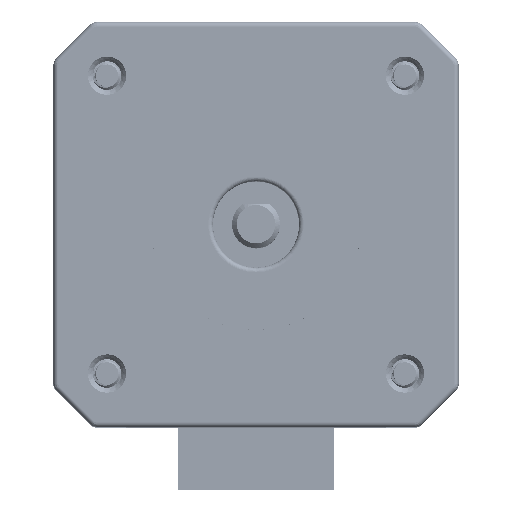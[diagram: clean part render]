
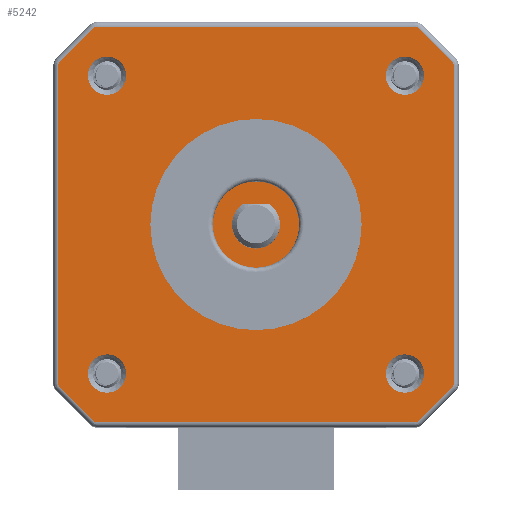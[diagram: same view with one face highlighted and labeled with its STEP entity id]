
A CAD part, top view. The second image highlights one B-rep face of the part: STEP entity #5242.
In plain terms, the highlighted planar face has unit normal (0, 0, 1).
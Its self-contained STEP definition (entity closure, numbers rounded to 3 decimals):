
#165=PLANE('',#5680);
#205=FACE_BOUND('',#793,.T.);
#206=FACE_BOUND('',#794,.T.);
#207=FACE_BOUND('',#795,.T.);
#208=FACE_BOUND('',#796,.T.);
#479=FACE_OUTER_BOUND('',#792,.T.);
#792=EDGE_LOOP('',(#4479,#4480,#4481,#4482,#4483,#4484,#4485,#4486,#4487,
#4488,#4489,#4490,#4491,#4492,#4493,#4494));
#793=EDGE_LOOP('',(#4495));
#794=EDGE_LOOP('',(#4496));
#795=EDGE_LOOP('',(#4497));
#796=EDGE_LOOP('',(#4498));
#997=CIRCLE('',#5678,2.);
#999=CIRCLE('',#5681,0.5);
#1000=CIRCLE('',#5682,0.5);
#1001=CIRCLE('',#5683,0.5);
#1002=CIRCLE('',#5684,0.5);
#1003=CIRCLE('',#5685,0.5);
#1004=CIRCLE('',#5686,0.5);
#1005=CIRCLE('',#5687,0.5);
#1006=CIRCLE('',#5688,0.5);
#1007=CIRCLE('',#5689,2.);
#1008=CIRCLE('',#5690,2.);
#1009=CIRCLE('',#5691,2.);
#1566=LINE('',#19990,#1885);
#1567=LINE('',#19994,#1886);
#1568=LINE('',#19998,#1887);
#1569=LINE('',#20002,#1888);
#1570=LINE('',#20006,#1889);
#1571=LINE('',#20010,#1890);
#1572=LINE('',#20014,#1891);
#1573=LINE('',#20017,#1892);
#1885=VECTOR('',#6740,10.);
#1886=VECTOR('',#6743,10.);
#1887=VECTOR('',#6746,10.);
#1888=VECTOR('',#6749,10.);
#1889=VECTOR('',#6752,10.);
#1890=VECTOR('',#6755,10.);
#1891=VECTOR('',#6758,10.);
#1892=VECTOR('',#6761,10.);
#2369=VERTEX_POINT('',#19980);
#2371=VERTEX_POINT('',#19986);
#2372=VERTEX_POINT('',#19987);
#2373=VERTEX_POINT('',#19989);
#2374=VERTEX_POINT('',#19991);
#2375=VERTEX_POINT('',#19993);
#2376=VERTEX_POINT('',#19995);
#2377=VERTEX_POINT('',#19997);
#2378=VERTEX_POINT('',#19999);
#2379=VERTEX_POINT('',#20001);
#2380=VERTEX_POINT('',#20003);
#2381=VERTEX_POINT('',#20005);
#2382=VERTEX_POINT('',#20007);
#2383=VERTEX_POINT('',#20009);
#2384=VERTEX_POINT('',#20011);
#2385=VERTEX_POINT('',#20013);
#2386=VERTEX_POINT('',#20015);
#2387=VERTEX_POINT('',#20018);
#2388=VERTEX_POINT('',#20020);
#2389=VERTEX_POINT('',#20022);
#3086=EDGE_CURVE('',#2369,#2369,#997,.T.);
#3089=EDGE_CURVE('',#2371,#2372,#999,.T.);
#3090=EDGE_CURVE('',#2373,#2371,#1566,.T.);
#3091=EDGE_CURVE('',#2374,#2373,#1000,.T.);
#3092=EDGE_CURVE('',#2375,#2374,#1567,.T.);
#3093=EDGE_CURVE('',#2376,#2375,#1001,.T.);
#3094=EDGE_CURVE('',#2377,#2376,#1568,.T.);
#3095=EDGE_CURVE('',#2378,#2377,#1002,.T.);
#3096=EDGE_CURVE('',#2379,#2378,#1569,.T.);
#3097=EDGE_CURVE('',#2380,#2379,#1003,.T.);
#3098=EDGE_CURVE('',#2381,#2380,#1570,.T.);
#3099=EDGE_CURVE('',#2382,#2381,#1004,.T.);
#3100=EDGE_CURVE('',#2383,#2382,#1571,.T.);
#3101=EDGE_CURVE('',#2384,#2383,#1005,.T.);
#3102=EDGE_CURVE('',#2385,#2384,#1572,.T.);
#3103=EDGE_CURVE('',#2386,#2385,#1006,.T.);
#3104=EDGE_CURVE('',#2372,#2386,#1573,.T.);
#3105=EDGE_CURVE('',#2387,#2387,#1007,.T.);
#3106=EDGE_CURVE('',#2388,#2388,#1008,.T.);
#3107=EDGE_CURVE('',#2389,#2389,#1009,.T.);
#4479=ORIENTED_EDGE('',*,*,#3089,.F.);
#4480=ORIENTED_EDGE('',*,*,#3090,.F.);
#4481=ORIENTED_EDGE('',*,*,#3091,.F.);
#4482=ORIENTED_EDGE('',*,*,#3092,.F.);
#4483=ORIENTED_EDGE('',*,*,#3093,.F.);
#4484=ORIENTED_EDGE('',*,*,#3094,.F.);
#4485=ORIENTED_EDGE('',*,*,#3095,.F.);
#4486=ORIENTED_EDGE('',*,*,#3096,.F.);
#4487=ORIENTED_EDGE('',*,*,#3097,.F.);
#4488=ORIENTED_EDGE('',*,*,#3098,.F.);
#4489=ORIENTED_EDGE('',*,*,#3099,.F.);
#4490=ORIENTED_EDGE('',*,*,#3100,.F.);
#4491=ORIENTED_EDGE('',*,*,#3101,.F.);
#4492=ORIENTED_EDGE('',*,*,#3102,.F.);
#4493=ORIENTED_EDGE('',*,*,#3103,.F.);
#4494=ORIENTED_EDGE('',*,*,#3104,.F.);
#4495=ORIENTED_EDGE('',*,*,#3105,.F.);
#4496=ORIENTED_EDGE('',*,*,#3106,.F.);
#4497=ORIENTED_EDGE('',*,*,#3107,.F.);
#4498=ORIENTED_EDGE('',*,*,#3086,.F.);
#5242=ADVANCED_FACE('',(#479,#205,#206,#207,#208),#165,.T.);
#5678=AXIS2_PLACEMENT_3D('',#19981,#6731,#6732);
#5680=AXIS2_PLACEMENT_3D('',#19985,#6736,#6737);
#5681=AXIS2_PLACEMENT_3D('',#19988,#6738,#6739);
#5682=AXIS2_PLACEMENT_3D('',#19992,#6741,#6742);
#5683=AXIS2_PLACEMENT_3D('',#19996,#6744,#6745);
#5684=AXIS2_PLACEMENT_3D('',#20000,#6747,#6748);
#5685=AXIS2_PLACEMENT_3D('',#20004,#6750,#6751);
#5686=AXIS2_PLACEMENT_3D('',#20008,#6753,#6754);
#5687=AXIS2_PLACEMENT_3D('',#20012,#6756,#6757);
#5688=AXIS2_PLACEMENT_3D('',#20016,#6759,#6760);
#5689=AXIS2_PLACEMENT_3D('',#20019,#6762,#6763);
#5690=AXIS2_PLACEMENT_3D('',#20021,#6764,#6765);
#5691=AXIS2_PLACEMENT_3D('',#20023,#6766,#6767);
#6731=DIRECTION('center_axis',(0.,0.,1.));
#6732=DIRECTION('ref_axis',(1.,0.,0.));
#6736=DIRECTION('center_axis',(0.,0.,1.));
#6737=DIRECTION('ref_axis',(1.,0.,0.));
#6738=DIRECTION('center_axis',(0.,0.,-1.));
#6739=DIRECTION('ref_axis',(-0.383,-0.924,0.));
#6740=DIRECTION('',(-1.,0.,0.));
#6741=DIRECTION('center_axis',(0.,0.,-1.));
#6742=DIRECTION('ref_axis',(0.383,-0.924,0.));
#6743=DIRECTION('',(-0.707,-0.707,0.));
#6744=DIRECTION('center_axis',(0.,0.,-1.));
#6745=DIRECTION('ref_axis',(0.924,-0.383,0.));
#6746=DIRECTION('',(0.,-1.,0.));
#6747=DIRECTION('center_axis',(0.,0.,-1.));
#6748=DIRECTION('ref_axis',(0.924,0.383,0.));
#6749=DIRECTION('',(0.707,-0.707,0.));
#6750=DIRECTION('center_axis',(0.,0.,-1.));
#6751=DIRECTION('ref_axis',(0.383,0.924,0.));
#6752=DIRECTION('',(1.,0.,0.));
#6753=DIRECTION('center_axis',(0.,0.,-1.));
#6754=DIRECTION('ref_axis',(-0.383,0.924,0.));
#6755=DIRECTION('',(0.707,0.707,0.));
#6756=DIRECTION('center_axis',(0.,0.,-1.));
#6757=DIRECTION('ref_axis',(-0.924,0.383,0.));
#6758=DIRECTION('',(0.,1.,0.));
#6759=DIRECTION('center_axis',(0.,0.,-1.));
#6760=DIRECTION('ref_axis',(-0.924,-0.383,0.));
#6761=DIRECTION('',(-0.707,0.707,0.));
#6762=DIRECTION('center_axis',(0.,0.,1.));
#6763=DIRECTION('ref_axis',(1.,0.,0.));
#6764=DIRECTION('center_axis',(0.,0.,1.));
#6765=DIRECTION('ref_axis',(1.,0.,0.));
#6766=DIRECTION('center_axis',(0.,0.,1.));
#6767=DIRECTION('ref_axis',(1.,0.,0.));
#19980=CARTESIAN_POINT('',(-17.55,-15.55,37.5));
#19981=CARTESIAN_POINT('Origin',(-15.55,-15.55,37.5));
#19985=CARTESIAN_POINT('Origin',(0.,0.,37.5));
#19986=CARTESIAN_POINT('',(-16.62,-20.65,37.5));
#19987=CARTESIAN_POINT('',(-16.973,-20.504,37.5));
#19988=CARTESIAN_POINT('Origin',(-16.62,-20.15,37.5));
#19989=CARTESIAN_POINT('',(16.62,-20.65,37.5));
#19990=CARTESIAN_POINT('',(-8.517,-20.65,37.5));
#19991=CARTESIAN_POINT('',(16.973,-20.504,37.5));
#19992=CARTESIAN_POINT('Origin',(16.62,-20.15,37.5));
#19993=CARTESIAN_POINT('',(20.504,-16.973,37.5));
#19994=CARTESIAN_POINT('',(17.709,-19.767,37.5));
#19995=CARTESIAN_POINT('',(20.65,-16.62,37.5));
#19996=CARTESIAN_POINT('Origin',(20.15,-16.62,37.5));
#19997=CARTESIAN_POINT('',(20.65,16.62,37.5));
#19998=CARTESIAN_POINT('',(20.65,-8.517,37.5));
#19999=CARTESIAN_POINT('',(20.504,16.973,37.5));
#20000=CARTESIAN_POINT('Origin',(20.15,16.62,37.5));
#20001=CARTESIAN_POINT('',(16.973,20.504,37.5));
#20002=CARTESIAN_POINT('',(19.767,17.709,37.5));
#20003=CARTESIAN_POINT('',(16.62,20.65,37.5));
#20004=CARTESIAN_POINT('Origin',(16.62,20.15,37.5));
#20005=CARTESIAN_POINT('',(-16.62,20.65,37.5));
#20006=CARTESIAN_POINT('',(8.517,20.65,37.5));
#20007=CARTESIAN_POINT('',(-16.973,20.504,37.5));
#20008=CARTESIAN_POINT('Origin',(-16.62,20.15,37.5));
#20009=CARTESIAN_POINT('',(-20.504,16.973,37.5));
#20010=CARTESIAN_POINT('',(-17.709,19.767,37.5));
#20011=CARTESIAN_POINT('',(-20.65,16.62,37.5));
#20012=CARTESIAN_POINT('Origin',(-20.15,16.62,37.5));
#20013=CARTESIAN_POINT('',(-20.65,-16.62,37.5));
#20014=CARTESIAN_POINT('',(-20.65,8.517,37.5));
#20015=CARTESIAN_POINT('',(-20.504,-16.973,37.5));
#20016=CARTESIAN_POINT('Origin',(-20.15,-16.62,37.5));
#20017=CARTESIAN_POINT('',(-19.767,-17.709,37.5));
#20018=CARTESIAN_POINT('',(-17.55,15.55,37.5));
#20019=CARTESIAN_POINT('Origin',(-15.55,15.55,37.5));
#20020=CARTESIAN_POINT('',(13.55,-15.55,37.5));
#20021=CARTESIAN_POINT('Origin',(15.55,-15.55,37.5));
#20022=CARTESIAN_POINT('',(13.55,15.55,37.5));
#20023=CARTESIAN_POINT('Origin',(15.55,15.55,37.5));
